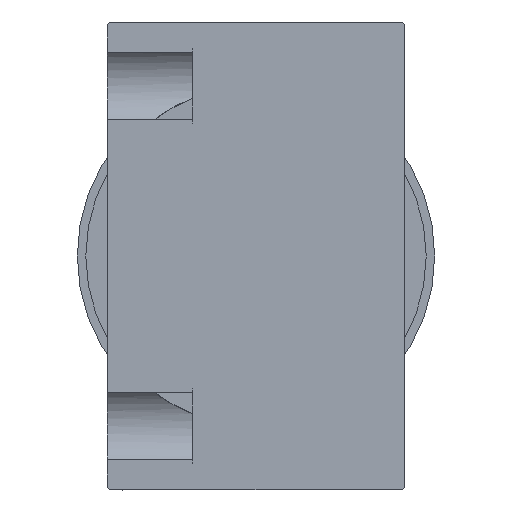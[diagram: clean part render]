
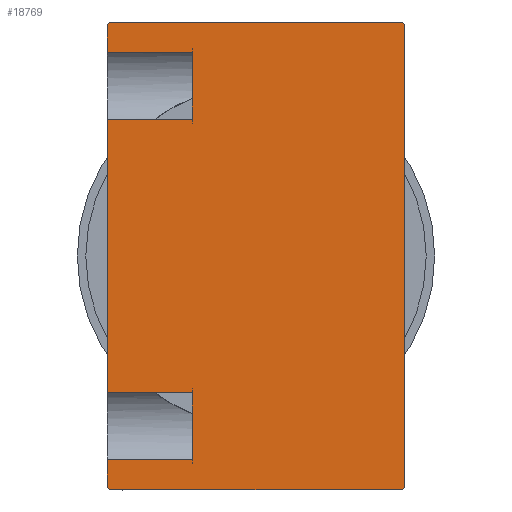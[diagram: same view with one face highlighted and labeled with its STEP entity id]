
A CAD part, left-side view. The second image highlights one B-rep face of the part: STEP entity #18769.
In plain terms, the highlighted face is planar.
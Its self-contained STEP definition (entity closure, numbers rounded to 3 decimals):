
#381 = VERTEX_POINT ( 'NONE', #34848 ) ;
#417 = CARTESIAN_POINT ( 'NONE',  ( 56., -17.5, 27.5 ) ) ;
#990 = CARTESIAN_POINT ( 'NONE',  ( 56., -7.5, 0. ) ) ;
#1041 = LINE ( 'NONE', #28672, #9217 ) ;
#1245 = EDGE_LOOP ( 'NONE', ( #36499, #3413, #40813, #22338, #4685, #8489, #31196, #3896, #27584, #6570, #18537, #5886, #37781, #44701, #5147, #35169 ) ) ;
#2267 = EDGE_CURVE ( 'NONE', #42941, #32161, #5617, .T. ) ;
#2476 = VERTEX_POINT ( 'NONE', #18495 ) ;
#2490 = LINE ( 'NONE', #5650, #36942 ) ;
#2849 = VECTOR ( 'NONE', #8459, 1000. ) ;
#3031 = DIRECTION ( 'NONE',  ( 0., 0.707, -0.707 ) ) ;
#3214 = DIRECTION ( 'NONE',  ( 0., -0.707, -0.707 ) ) ;
#3249 = LINE ( 'NONE', #24303, #19448 ) ;
#3352 = VERTEX_POINT ( 'NONE', #38715 ) ;
#3362 = LINE ( 'NONE', #417, #31583 ) ;
#3413 = ORIENTED_EDGE ( 'NONE', *, *, #19757, .T. ) ;
#3603 = CARTESIAN_POINT ( 'NONE',  ( 56., -7.5, -23.913 ) ) ;
#3764 = DIRECTION ( 'NONE',  ( 0., 1., 0. ) ) ;
#3896 = ORIENTED_EDGE ( 'NONE', *, *, #17203, .F. ) ;
#4212 = DIRECTION ( 'NONE',  ( 0., 0., 1. ) ) ;
#4559 = CARTESIAN_POINT ( 'NONE',  ( 56., -17.5, 27.2 ) ) ;
#4685 = ORIENTED_EDGE ( 'NONE', *, *, #20968, .T. ) ;
#4690 = CARTESIAN_POINT ( 'NONE',  ( 56., -17.5, 23.913 ) ) ;
#4991 = VERTEX_POINT ( 'NONE', #40666 ) ;
#5147 = ORIENTED_EDGE ( 'NONE', *, *, #12081, .T. ) ;
#5273 = DIRECTION ( 'NONE',  ( 0., 0., -1. ) ) ;
#5617 = LINE ( 'NONE', #26235, #16240 ) ;
#5650 = CARTESIAN_POINT ( 'NONE',  ( 56., 22.35, 22.35 ) ) ;
#5886 = ORIENTED_EDGE ( 'NONE', *, *, #29785, .F. ) ;
#6436 = CARTESIAN_POINT ( 'NONE',  ( 56., -7.5, 0. ) ) ;
#6570 = ORIENTED_EDGE ( 'NONE', *, *, #25533, .F. ) ;
#7911 = VERTEX_POINT ( 'NONE', #32938 ) ;
#8459 = DIRECTION ( 'NONE',  ( 0., 0.707, 0.707 ) ) ;
#8489 = ORIENTED_EDGE ( 'NONE', *, *, #42163, .T. ) ;
#9217 = VECTOR ( 'NONE', #42547, 1000. ) ;
#9259 = VERTEX_POINT ( 'NONE', #35026 ) ;
#9846 = DIRECTION ( 'NONE',  ( 0., 0., -1. ) ) ;
#10063 = PLANE ( 'NONE',  #30345 ) ;
#10116 = DIRECTION ( 'NONE',  ( 0., -0.707, 0.707 ) ) ;
#11122 = LINE ( 'NONE', #27435, #44168 ) ;
#12081 = EDGE_CURVE ( 'NONE', #9259, #32066, #3362, .T. ) ;
#12663 = CARTESIAN_POINT ( 'NONE',  ( 56., -7.5, -16.087 ) ) ;
#14179 = CARTESIAN_POINT ( 'NONE',  ( 56., -17.5, -27.5 ) ) ;
#14243 = EDGE_CURVE ( 'NONE', #35620, #22226, #1041, .T. ) ;
#14466 = VECTOR ( 'NONE', #15148, 1000. ) ;
#15148 = DIRECTION ( 'NONE',  ( 0., 1., 0. ) ) ;
#15335 = VERTEX_POINT ( 'NONE', #3603 ) ;
#16240 = VECTOR ( 'NONE', #30089, 1000. ) ;
#16254 = CARTESIAN_POINT ( 'NONE',  ( 56., -7.5, -23.913 ) ) ;
#17203 = EDGE_CURVE ( 'NONE', #7911, #32161, #42612, .T. ) ;
#18495 = CARTESIAN_POINT ( 'NONE',  ( 56., 17.5, 27.2 ) ) ;
#18537 = ORIENTED_EDGE ( 'NONE', *, *, #14243, .T. ) ;
#18767 = LINE ( 'NONE', #35796, #14466 ) ;
#18769 = ADVANCED_FACE ( 'NONE', ( #26379 ), #10063, .T. ) ;
#19448 = VECTOR ( 'NONE', #3031, 1000. ) ;
#19651 = EDGE_CURVE ( 'NONE', #7911, #28734, #34108, .T. ) ;
#19757 = EDGE_CURVE ( 'NONE', #3352, #20909, #29298, .T. ) ;
#19910 = LINE ( 'NONE', #26927, #20197 ) ;
#20197 = VECTOR ( 'NONE', #33747, 1000. ) ;
#20752 = CARTESIAN_POINT ( 'NONE',  ( 56., 17.5, -27.5 ) ) ;
#20909 = VERTEX_POINT ( 'NONE', #24478 ) ;
#20968 = EDGE_CURVE ( 'NONE', #381, #33112, #11122, .T. ) ;
#21241 = EDGE_CURVE ( 'NONE', #2476, #381, #2490, .T. ) ;
#22226 = VERTEX_POINT ( 'NONE', #33769 ) ;
#22338 = ORIENTED_EDGE ( 'NONE', *, *, #21241, .T. ) ;
#22374 = VECTOR ( 'NONE', #36847, 1000. ) ;
#24303 = CARTESIAN_POINT ( 'NONE',  ( 56., -22.35, -22.35 ) ) ;
#24478 = CARTESIAN_POINT ( 'NONE',  ( 56., 17.5, -27.2 ) ) ;
#25100 = EDGE_CURVE ( 'NONE', #29687, #15335, #28619, .T. ) ;
#25176 = VECTOR ( 'NONE', #28071, 1000. ) ;
#25533 = EDGE_CURVE ( 'NONE', #35620, #28734, #18767, .T. ) ;
#26235 = CARTESIAN_POINT ( 'NONE',  ( 56., -17.5, 27.5 ) ) ;
#26379 = FACE_OUTER_BOUND ( 'NONE', #1245, .T. ) ;
#26786 = VECTOR ( 'NONE', #3764, 1000. ) ;
#26833 = VECTOR ( 'NONE', #5273, 1000. ) ;
#26927 = CARTESIAN_POINT ( 'NONE',  ( 56., -7.5, -16.087 ) ) ;
#27435 = CARTESIAN_POINT ( 'NONE',  ( 56., 17.5, 27.5 ) ) ;
#27584 = ORIENTED_EDGE ( 'NONE', *, *, #19651, .T. ) ;
#28071 = DIRECTION ( 'NONE',  ( 0., -1., 0. ) ) ;
#28113 = DIRECTION ( 'NONE',  ( 0., -1., 0. ) ) ;
#28347 = VECTOR ( 'NONE', #3214, 1000. ) ;
#28619 = LINE ( 'NONE', #990, #26833 ) ;
#28672 = CARTESIAN_POINT ( 'NONE',  ( 56., -17.5, 27.5 ) ) ;
#28734 = VERTEX_POINT ( 'NONE', #31669 ) ;
#29298 = LINE ( 'NONE', #42500, #2849 ) ;
#29687 = VERTEX_POINT ( 'NONE', #12663 ) ;
#29785 = EDGE_CURVE ( 'NONE', #29687, #22226, #19910, .T. ) ;
#30089 = DIRECTION ( 'NONE',  ( 0., 0., -1. ) ) ;
#30345 = AXIS2_PLACEMENT_3D ( 'NONE', #40921, #40473, #9846 ) ;
#30839 = EDGE_CURVE ( 'NONE', #20909, #2476, #38014, .T. ) ;
#31177 = LINE ( 'NONE', #14179, #26786 ) ;
#31196 = ORIENTED_EDGE ( 'NONE', *, *, #2267, .T. ) ;
#31583 = VECTOR ( 'NONE', #34193, 1000. ) ;
#31669 = CARTESIAN_POINT ( 'NONE',  ( 56., -7.5, 16.087 ) ) ;
#32066 = VERTEX_POINT ( 'NONE', #44196 ) ;
#32161 = VERTEX_POINT ( 'NONE', #4690 ) ;
#32938 = CARTESIAN_POINT ( 'NONE',  ( 56., -7.5, 23.913 ) ) ;
#33112 = VERTEX_POINT ( 'NONE', #35545 ) ;
#33270 = EDGE_CURVE ( 'NONE', #4991, #3352, #31177, .T. ) ;
#33728 = EDGE_CURVE ( 'NONE', #32066, #4991, #3249, .T. ) ;
#33747 = DIRECTION ( 'NONE',  ( 0., -1., 0. ) ) ;
#33769 = CARTESIAN_POINT ( 'NONE',  ( 56., -17.5, -16.087 ) ) ;
#34108 = LINE ( 'NONE', #6436, #22374 ) ;
#34193 = DIRECTION ( 'NONE',  ( 0., 0., -1. ) ) ;
#34222 = VECTOR ( 'NONE', #43722, 1000. ) ;
#34848 = CARTESIAN_POINT ( 'NONE',  ( 56., 17.2, 27.5 ) ) ;
#34905 = CARTESIAN_POINT ( 'NONE',  ( 56., -7.5, 23.913 ) ) ;
#35026 = CARTESIAN_POINT ( 'NONE',  ( 56., -17.5, -23.913 ) ) ;
#35169 = ORIENTED_EDGE ( 'NONE', *, *, #33728, .T. ) ;
#35175 = CARTESIAN_POINT ( 'NONE',  ( 56., -22.35, 22.35 ) ) ;
#35545 = CARTESIAN_POINT ( 'NONE',  ( 56., -17.2, 27.5 ) ) ;
#35620 = VERTEX_POINT ( 'NONE', #36133 ) ;
#35796 = CARTESIAN_POINT ( 'NONE',  ( 56., -7.5, 16.087 ) ) ;
#36133 = CARTESIAN_POINT ( 'NONE',  ( 56., -17.5, 16.087 ) ) ;
#36499 = ORIENTED_EDGE ( 'NONE', *, *, #33270, .T. ) ;
#36847 = DIRECTION ( 'NONE',  ( 0., 0., -1. ) ) ;
#36942 = VECTOR ( 'NONE', #10116, 1000. ) ;
#37648 = VECTOR ( 'NONE', #4212, 1000. ) ;
#37781 = ORIENTED_EDGE ( 'NONE', *, *, #25100, .T. ) ;
#38014 = LINE ( 'NONE', #20752, #37648 ) ;
#38592 = LINE ( 'NONE', #35175, #28347 ) ;
#38715 = CARTESIAN_POINT ( 'NONE',  ( 56., 17.2, -27.5 ) ) ;
#40473 = DIRECTION ( 'NONE',  ( 1., 0., 0. ) ) ;
#40666 = CARTESIAN_POINT ( 'NONE',  ( 56., -17.2, -27.5 ) ) ;
#40813 = ORIENTED_EDGE ( 'NONE', *, *, #30839, .T. ) ;
#40921 = CARTESIAN_POINT ( 'NONE',  ( 56., 0., 0. ) ) ;
#42163 = EDGE_CURVE ( 'NONE', #33112, #42941, #38592, .T. ) ;
#42500 = CARTESIAN_POINT ( 'NONE',  ( 56., 22.35, -22.35 ) ) ;
#42547 = DIRECTION ( 'NONE',  ( 0., 0., -1. ) ) ;
#42612 = LINE ( 'NONE', #34905, #25176 ) ;
#42941 = VERTEX_POINT ( 'NONE', #4559 ) ;
#43722 = DIRECTION ( 'NONE',  ( 0., 1., 0. ) ) ;
#44168 = VECTOR ( 'NONE', #28113, 1000. ) ;
#44176 = LINE ( 'NONE', #16254, #34222 ) ;
#44196 = CARTESIAN_POINT ( 'NONE',  ( 56., -17.5, -27.2 ) ) ;
#44605 = EDGE_CURVE ( 'NONE', #9259, #15335, #44176, .T. ) ;
#44701 = ORIENTED_EDGE ( 'NONE', *, *, #44605, .F. ) ;
